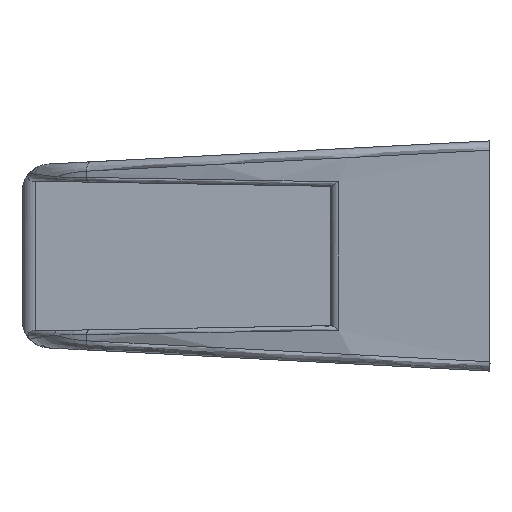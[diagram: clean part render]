
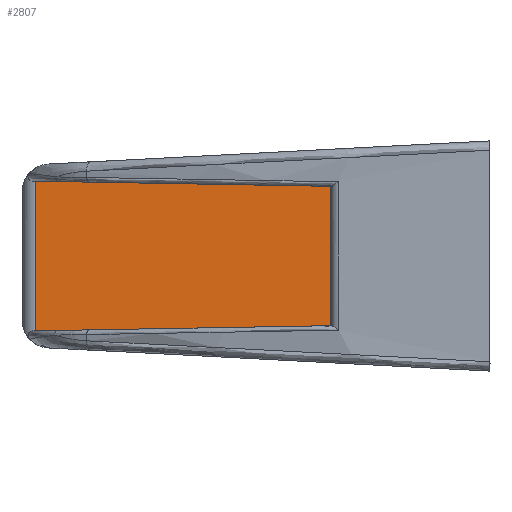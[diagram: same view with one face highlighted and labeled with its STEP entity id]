
A CAD part, left-side view. The second image highlights one B-rep face of the part: STEP entity #2807.
In plain terms, the highlighted planar face has unit normal (-1, 0.018, 0).
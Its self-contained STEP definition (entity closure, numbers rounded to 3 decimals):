
#89 = CARTESIAN_POINT ( 'NONE',  ( 19.307, 16.758, -7.444 ) ) ;
#168 = CARTESIAN_POINT ( 'NONE',  ( 19.862, 48.564, 7.999 ) ) ;
#208 = ORIENTED_EDGE ( 'NONE', *, *, #714, .T. ) ;
#235 = DIRECTION ( 'NONE',  ( 0., 0., -1. ) ) ;
#236 = AXIS2_PLACEMENT_3D ( 'NONE', #2656, #2635, #1552 ) ;
#496 = LINE ( 'NONE', #2695, #1476 ) ;
#501 = DIRECTION ( 'NONE',  ( 0., 0., -1. ) ) ;
#515 = CARTESIAN_POINT ( 'NONE',  ( 19.312, 17.018, -7.449 ) ) ;
#607 = ORIENTED_EDGE ( 'NONE', *, *, #1034, .T. ) ;
#714 = EDGE_CURVE ( 'NONE', #947, #1421, #496, .T. ) ;
#736 = VECTOR ( 'NONE', #3393, 1000. ) ;
#835 = EDGE_CURVE ( 'NONE', #947, #3520, #2609, .T. ) ;
#947 = VERTEX_POINT ( 'NONE', #168 ) ;
#1021 = VERTEX_POINT ( 'NONE', #515 ) ;
#1034 = EDGE_CURVE ( 'NONE', #1421, #1021, #3365, .T. ) ;
#1115 = FACE_OUTER_BOUND ( 'NONE', #1639, .T. ) ;
#1421 = VERTEX_POINT ( 'NONE', #2480 ) ;
#1476 = VECTOR ( 'NONE', #235, 1000. ) ;
#1510 = CARTESIAN_POINT ( 'NONE',  ( 19.307, 16.758, 7.444 ) ) ;
#1552 = DIRECTION ( 'NONE',  ( 0.017, 1., 0. ) ) ;
#1639 = EDGE_LOOP ( 'NONE', ( #3341, #208, #607, #3225 ) ) ;
#2112 = VECTOR ( 'NONE', #2165, 1000. ) ;
#2165 = DIRECTION ( 'NONE',  ( -0.017, -1., 0.017 ) ) ;
#2427 = LINE ( 'NONE', #2967, #3035 ) ;
#2480 = CARTESIAN_POINT ( 'NONE',  ( 19.862, 48.564, -7.999 ) ) ;
#2609 = LINE ( 'NONE', #1510, #736 ) ;
#2635 = DIRECTION ( 'NONE',  ( 1., -0.017, 0. ) ) ;
#2656 = CARTESIAN_POINT ( 'NONE',  ( 19.312, 17.018, -7.449 ) ) ;
#2678 = CARTESIAN_POINT ( 'NONE',  ( 19.312, 17.018, 7.449 ) ) ;
#2695 = CARTESIAN_POINT ( 'NONE',  ( 19.862, 48.564, -6.846 ) ) ;
#2807 = ADVANCED_FACE ( 'NONE', ( #1115 ), #3240, .F. ) ;
#2967 = CARTESIAN_POINT ( 'NONE',  ( 19.312, 17.018, -7.449 ) ) ;
#3035 = VECTOR ( 'NONE', #501, 1000. ) ;
#3225 = ORIENTED_EDGE ( 'NONE', *, *, #3550, .F. ) ;
#3240 = PLANE ( 'NONE',  #236 ) ;
#3341 = ORIENTED_EDGE ( 'NONE', *, *, #835, .F. ) ;
#3365 = LINE ( 'NONE', #89, #2112 ) ;
#3393 = DIRECTION ( 'NONE',  ( -0.017, -1., -0.017 ) ) ;
#3520 = VERTEX_POINT ( 'NONE', #2678 ) ;
#3550 = EDGE_CURVE ( 'NONE', #3520, #1021, #2427, .T. ) ;
